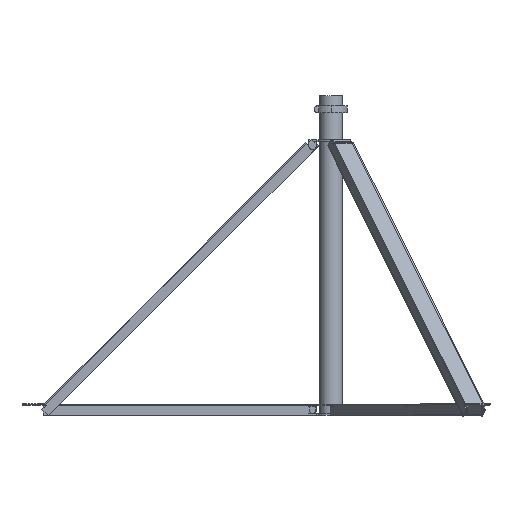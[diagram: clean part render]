
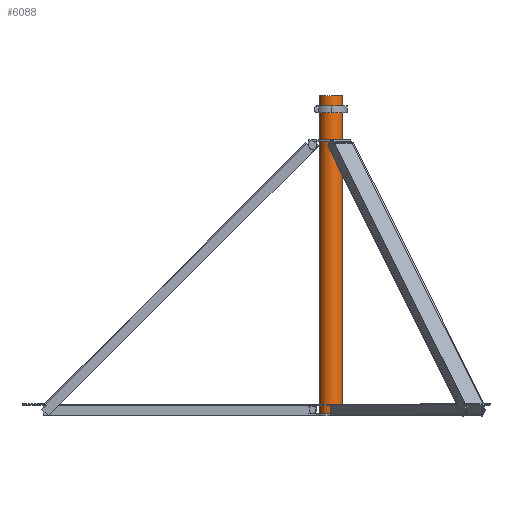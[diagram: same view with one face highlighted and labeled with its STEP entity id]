
A CAD part, top view. The second image highlights one B-rep face of the part: STEP entity #6088.
In plain terms, the highlighted cylindrical face has radius 22.25 mm (diameter 44.5 mm), a partial arc.
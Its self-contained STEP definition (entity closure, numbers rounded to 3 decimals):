
#278 = CARTESIAN_POINT ( 'NONE',  ( 108.59, 620., -12.75 ) ) ;
#503 = CARTESIAN_POINT ( 'NONE',  ( 108.59, 620., -12.75 ) ) ;
#930 = EDGE_CURVE ( 'NONE', #7602, #8004, #3293, .T. ) ;
#1164 = DIRECTION ( 'NONE',  ( 0., 0., -1. ) ) ;
#1407 = FACE_OUTER_BOUND ( 'NONE', #8104, .T. ) ;
#1808 = DIRECTION ( 'NONE',  ( 0., -1., 0. ) ) ;
#1917 = DIRECTION ( 'NONE',  ( 0., 1., 0. ) ) ;
#2092 = LINE ( 'NONE', #278, #5520 ) ;
#2269 = ORIENTED_EDGE ( 'NONE', *, *, #8191, .T. ) ;
#2678 = DIRECTION ( 'NONE',  ( 0., -1., 0. ) ) ;
#3101 = VECTOR ( 'NONE', #6830, 1000. ) ;
#3293 = LINE ( 'NONE', #8341, #3101 ) ;
#3315 = CIRCLE ( 'NONE', #8292, 22.25 ) ;
#3449 = ORIENTED_EDGE ( 'NONE', *, *, #8709, .T. ) ;
#3627 = AXIS2_PLACEMENT_3D ( 'NONE', #5254, #1808, #1164 ) ;
#3870 = CIRCLE ( 'NONE', #4871, 22.25 ) ;
#3980 = ORIENTED_EDGE ( 'NONE', *, *, #930, .F. ) ;
#4653 = CARTESIAN_POINT ( 'NONE',  ( 108.59, 620., -57.25 ) ) ;
#4871 = AXIS2_PLACEMENT_3D ( 'NONE', #6753, #2678, #7439 ) ;
#5090 = DIRECTION ( 'NONE',  ( 0., -1., 0. ) ) ;
#5254 = CARTESIAN_POINT ( 'NONE',  ( 108.59, 620., -35. ) ) ;
#5520 = VECTOR ( 'NONE', #5090, 1000. ) ;
#6031 = CARTESIAN_POINT ( 'NONE',  ( 108.59, 0., -35. ) ) ;
#6088 = ADVANCED_FACE ( 'NONE', ( #1407 ), #7590, .T. ) ;
#6520 = CARTESIAN_POINT ( 'NONE',  ( 108.59, 0., -57.25 ) ) ;
#6712 = DIRECTION ( 'NONE',  ( 0., 0., -1. ) ) ;
#6753 = CARTESIAN_POINT ( 'NONE',  ( 108.59, 620., -35. ) ) ;
#6776 = ORIENTED_EDGE ( 'NONE', *, *, #7390, .T. ) ;
#6830 = DIRECTION ( 'NONE',  ( 0., -1., 0. ) ) ;
#7390 = EDGE_CURVE ( 'NONE', #7582, #7833, #2092, .T. ) ;
#7439 = DIRECTION ( 'NONE',  ( 0., 0., -1. ) ) ;
#7582 = VERTEX_POINT ( 'NONE', #503 ) ;
#7590 = CYLINDRICAL_SURFACE ( 'NONE', #3627, 22.25 ) ;
#7602 = VERTEX_POINT ( 'NONE', #4653 ) ;
#7833 = VERTEX_POINT ( 'NONE', #8286 ) ;
#8004 = VERTEX_POINT ( 'NONE', #6520 ) ;
#8104 = EDGE_LOOP ( 'NONE', ( #2269, #6776, #3449, #3980 ) ) ;
#8191 = EDGE_CURVE ( 'NONE', #7602, #7582, #3870, .T. ) ;
#8286 = CARTESIAN_POINT ( 'NONE',  ( 108.59, 0., -12.75 ) ) ;
#8292 = AXIS2_PLACEMENT_3D ( 'NONE', #6031, #1917, #6712 ) ;
#8341 = CARTESIAN_POINT ( 'NONE',  ( 108.59, 620., -57.25 ) ) ;
#8709 = EDGE_CURVE ( 'NONE', #7833, #8004, #3315, .T. ) ;
